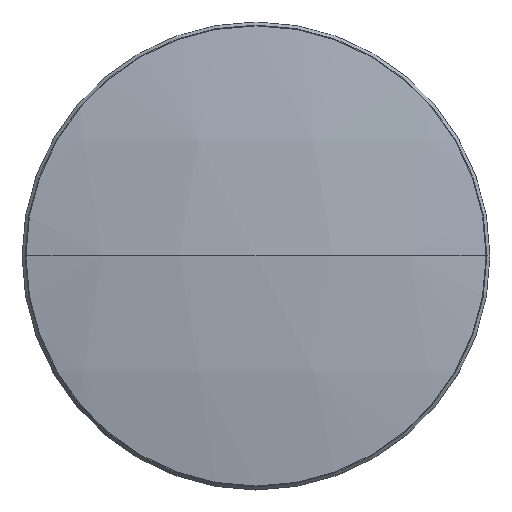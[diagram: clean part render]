
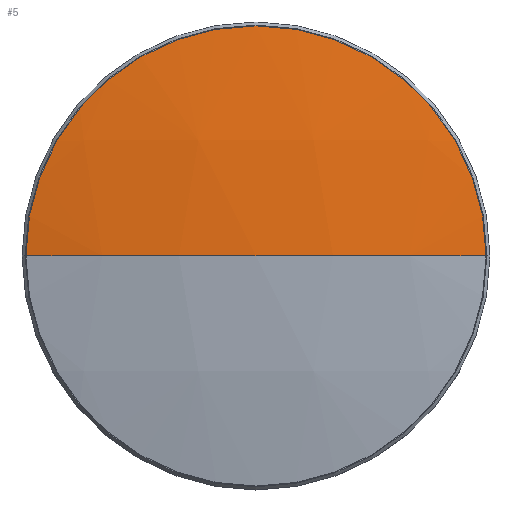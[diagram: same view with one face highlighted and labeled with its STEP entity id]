
A CAD part, top view. The second image highlights one B-rep face of the part: STEP entity #5.
In plain terms, the highlighted spherical face has radius 70.133 mm.
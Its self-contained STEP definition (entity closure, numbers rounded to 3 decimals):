
#5 = ADVANCED_FACE ( 'NONE', ( #231 ), #239, .T. ) ;
#12 = EDGE_LOOP ( 'NONE', ( #46, #205, #177 ) ) ;
#13 = DIRECTION ( 'NONE',  ( 0., 0., -1. ) ) ;
#39 = CARTESIAN_POINT ( 'NONE',  ( 0., 0., -65.133 ) ) ;
#42 = CARTESIAN_POINT ( 'NONE',  ( 0., 0., -65.133 ) ) ;
#46 = ORIENTED_EDGE ( 'NONE', *, *, #93, .F. ) ;
#66 = EDGE_CURVE ( 'NONE', #275, #299, #129, .T. ) ;
#70 = DIRECTION ( 'NONE',  ( 0., 1., 0. ) ) ;
#72 = DIRECTION ( 'NONE',  ( 0., 1., 0. ) ) ;
#73 = AXIS2_PLACEMENT_3D ( 'NONE', #42, #70, #216 ) ;
#80 = EDGE_CURVE ( 'NONE', #137, #299, #222, .T. ) ;
#93 = EDGE_CURVE ( 'NONE', #275, #137, #225, .T. ) ;
#129 = CIRCLE ( 'NONE', #200, 70.133 ) ;
#137 = VERTEX_POINT ( 'NONE', #286 ) ;
#151 = CARTESIAN_POINT ( 'NONE',  ( 0., 0., 5. ) ) ;
#156 = CARTESIAN_POINT ( 'NONE',  ( 12.49, 0., 3.879 ) ) ;
#165 = DIRECTION ( 'NONE',  ( 0., 0., -1. ) ) ;
#177 = ORIENTED_EDGE ( 'NONE', *, *, #80, .F. ) ;
#189 = AXIS2_PLACEMENT_3D ( 'NONE', #258, #165, #256 ) ;
#200 = AXIS2_PLACEMENT_3D ( 'NONE', #284, #72, #262 ) ;
#205 = ORIENTED_EDGE ( 'NONE', *, *, #66, .T. ) ;
#216 = DIRECTION ( 'NONE',  ( -1., 0., 0. ) ) ;
#222 = CIRCLE ( 'NONE', #189, 12.49 ) ;
#225 = CIRCLE ( 'NONE', #261, 70.133 ) ;
#231 = FACE_OUTER_BOUND ( 'NONE', #12, .T. ) ;
#232 = DIRECTION ( 'NONE',  ( 0., -1., 0. ) ) ;
#239 = SPHERICAL_SURFACE ( 'NONE', #73, 70.133 ) ;
#256 = DIRECTION ( 'NONE',  ( -1., 0., 0. ) ) ;
#258 = CARTESIAN_POINT ( 'NONE',  ( 0., 0., 3.879 ) ) ;
#261 = AXIS2_PLACEMENT_3D ( 'NONE', #39, #232, #13 ) ;
#262 = DIRECTION ( 'NONE',  ( -1., 0., 0. ) ) ;
#275 = VERTEX_POINT ( 'NONE', #151 ) ;
#284 = CARTESIAN_POINT ( 'NONE',  ( 0., 0., -65.133 ) ) ;
#286 = CARTESIAN_POINT ( 'NONE',  ( -12.49, 0., 3.879 ) ) ;
#299 = VERTEX_POINT ( 'NONE', #156 ) ;
